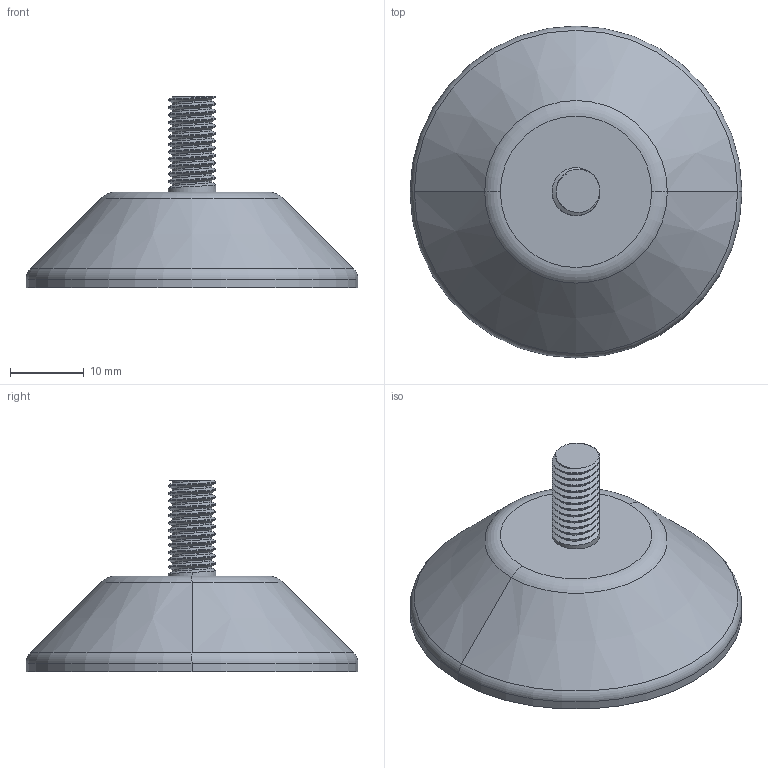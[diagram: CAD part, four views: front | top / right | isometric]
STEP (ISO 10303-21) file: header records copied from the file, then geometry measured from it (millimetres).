
FILE_DESCRIPTION (( 'STEP AP203' ), '1' );
FILE_NAME ('Stud.STEP', '2025-07-15T17:25:29', ( '' ), ( '' ), 'SwSTEP 2.0', 'SolidWorks 2025', '' );
FILE_SCHEMA (( 'CONFIG_CONTROL_DESIGN' ));
Length unit declared in the file: millimetre
Products named in the file (1): Stud
Bounding box: 45 x 45 x 26 mm (x, y, z)
Volume: 13848.6 mm3; surface area: 4311.2 mm2
Topology: 1 solids, 1 shells, 42 faces, 107 edges, 68 vertices
Faces by surface type: cylinder 29, torus 4, plane 4, bspline 3, cone 2
Entity records: 3446 total; most frequent: CARTESIAN_POINT 2516, ORIENTED_EDGE 214, DIRECTION 148, EDGE_CURVE 107, VERTEX_POINT 68, AXIS2_PLACEMENT_3D 57, EDGE_LOOP 43, FACE_OUTER_BOUND 42
